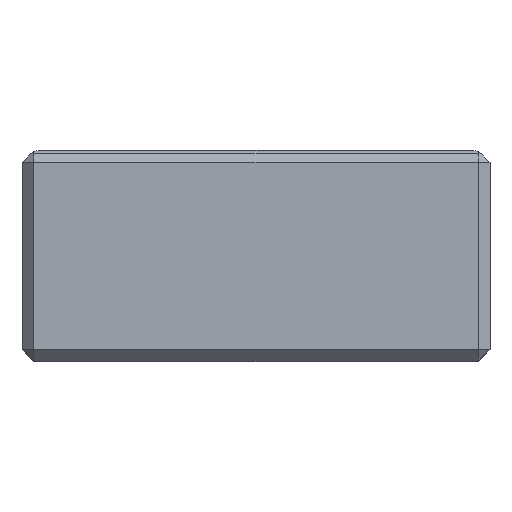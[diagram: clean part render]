
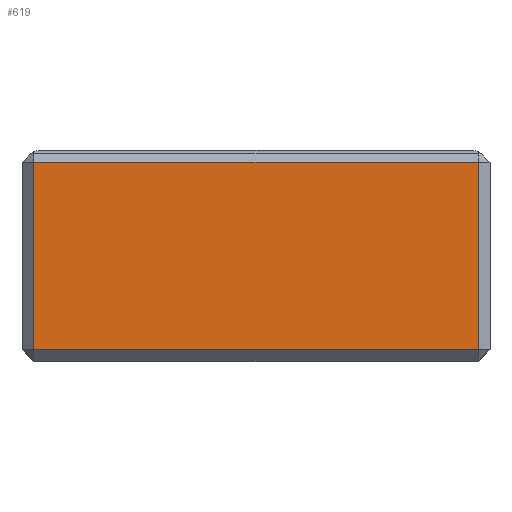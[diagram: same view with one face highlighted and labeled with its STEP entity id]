
A CAD part, top view. The second image highlights one B-rep face of the part: STEP entity #619.
In plain terms, the highlighted planar face has unit normal (0, 0, 1).
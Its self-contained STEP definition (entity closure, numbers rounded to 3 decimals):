
#44=LINE('',#951,#115);
#45=LINE('',#954,#116);
#46=LINE('',#956,#117);
#47=LINE('',#958,#118);
#115=VECTOR('',#755,1000.);
#116=VECTOR('',#756,1000.);
#117=VECTOR('',#757,1000.);
#118=VECTOR('',#758,1000.);
#188=ORIENTED_EDGE('',*,*,#362,.T.);
#189=ORIENTED_EDGE('',*,*,#363,.T.);
#190=ORIENTED_EDGE('',*,*,#364,.T.);
#191=ORIENTED_EDGE('',*,*,#365,.T.);
#362=EDGE_CURVE('',#449,#450,#44,.T.);
#363=EDGE_CURVE('',#450,#451,#45,.T.);
#364=EDGE_CURVE('',#451,#452,#46,.T.);
#365=EDGE_CURVE('',#452,#449,#47,.T.);
#449=VERTEX_POINT('',#952);
#450=VERTEX_POINT('',#953);
#451=VERTEX_POINT('',#955);
#452=VERTEX_POINT('',#957);
#492=EDGE_LOOP('',(#188,#189,#190,#191));
#539=FACE_BOUND('',#492,.T.);
#584=PLANE('',#675);
#619=ADVANCED_FACE('',(#539),#584,.F.);
#675=AXIS2_PLACEMENT_3D('',#950,#753,#754);
#753=DIRECTION('',(0.,0.,-1.));
#754=DIRECTION('',(-1.,0.,0.));
#755=DIRECTION('',(0.,-1.,0.));
#756=DIRECTION('',(1.,0.,0.));
#757=DIRECTION('',(0.,1.,0.));
#758=DIRECTION('',(-1.,0.,0.));
#950=CARTESIAN_POINT('',(10.,5.,45.));
#951=CARTESIAN_POINT('',(0.5,5.,45.));
#952=CARTESIAN_POINT('',(0.5,4.5,45.));
#953=CARTESIAN_POINT('',(0.5,-3.5,45.));
#954=CARTESIAN_POINT('',(10.,-3.5,45.));
#955=CARTESIAN_POINT('',(19.5,-3.5,45.));
#956=CARTESIAN_POINT('',(19.5,5.,45.));
#957=CARTESIAN_POINT('',(19.5,4.5,45.));
#958=CARTESIAN_POINT('',(0.,4.5,45.));
